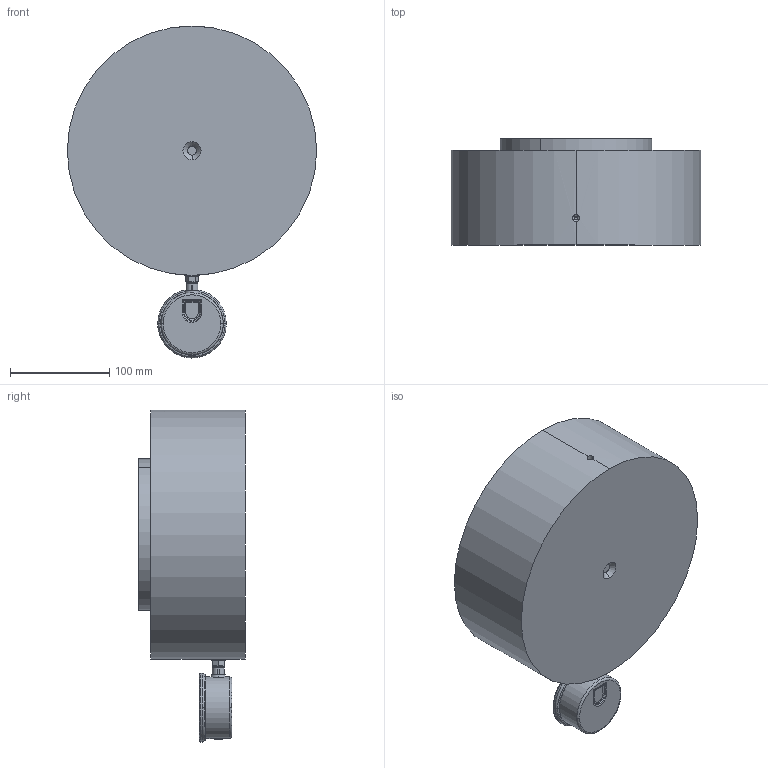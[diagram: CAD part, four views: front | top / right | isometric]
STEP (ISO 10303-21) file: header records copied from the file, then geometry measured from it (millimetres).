
FILE_DESCRIPTION (( 'STEP AP203' ), '1' );
FILE_NAME ('FP-200K-ASSEMBLY(WEB).STEP', '2022-11-02T13:43:35', ( '' ), ( '' ), 'SwSTEP 2.0', 'SolidWorks 2018', '' );
FILE_SCHEMA (( 'CONFIG_CONTROL_DESIGN' ));
Length unit declared in the file: millimetre
Products named in the file (1): FP-200K-ASSEMBLY(WEB)
Bounding box: 250.82 x 107.09 x 333.93 mm (x, y, z)
Volume: 4591121.1 mm3; surface area: 367380.9 mm2
Topology: 2 solids, 2 shells, 182 faces, 445 edges, 280 vertices
Faces by surface type: cylinder 81, plane 65, bspline 18, cone 18
Entity records: 7451 total; most frequent: CARTESIAN_POINT 3120, DIRECTION 911, ORIENTED_EDGE 882, EDGE_CURVE 441, AXIS2_PLACEMENT_3D 371, VERTEX_POINT 280, EDGE_LOOP 207, CIRCLE 206
